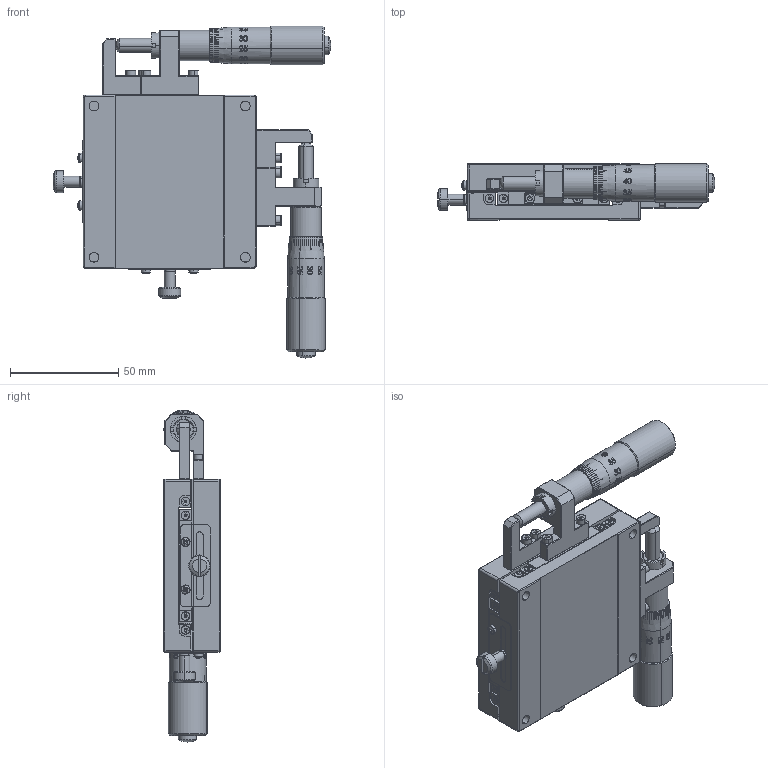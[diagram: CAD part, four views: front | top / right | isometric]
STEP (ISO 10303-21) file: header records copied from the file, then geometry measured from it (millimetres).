
FILE_DESCRIPTION (( 'STEP AP203' ), '1' );
FILE_NAME ('MYW80-SS(«¬¿ý).STEP', '2013-07-24T06:18:51', ( '' ), ( '' ), 'SwSTEP 2.0', 'SolidWorks 2013', '' );
FILE_SCHEMA (( 'CONFIG_CONTROL_DESIGN' ));
Products named in the file (5): Group1^MYW80-SS(型錄); Group2^MYW80-SS(型錄); Group3^MYW80-SS(型錄); Group5^MYW80-SS(型錄); MYW80-SS(型錄)
Assembly tree (4 placements, depth 2):
  MYW80-SS(型錄)
    Group1^MYW80-SS(型錄)
    Group2^MYW80-SS(型錄)
    Group3^MYW80-SS(型錄)
    Group5^MYW80-SS(型錄)
Bounding box: 128.4 x 26 x 153.5 mm (x, y, z)
Volume: 199751.4 mm3; surface area: 71641.9 mm2
Topology: 4 solids, 4 shells, 3611 faces, 9497 edges, 6020 vertices
Faces by surface type: plane 2246, bspline 596, cylinder 429, cone 224, torus 100, sphere 16
Entity records: 164778 total; most frequent: CARTESIAN_POINT 80377, ORIENTED_EDGE 18882, DIRECTION 15189, EDGE_CURVE 9441, VERTEX_POINT 6020, VECTOR 5269, LINE 5269, AXIS2_PLACEMENT_3D 4960
